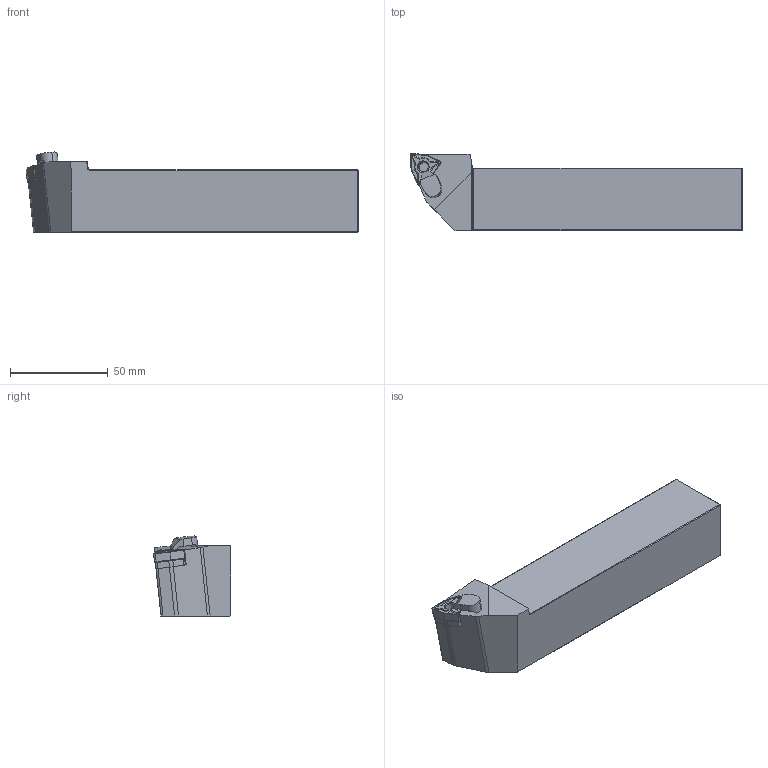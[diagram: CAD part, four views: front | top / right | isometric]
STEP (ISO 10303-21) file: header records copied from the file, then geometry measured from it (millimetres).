
FILE_DESCRIPTION(/* description */ (''),/* implementation_level */ '2;1');
FILE_NAME(/* name */ 'PWLNL-3232-P08C.stp',/* time_stamp */ '2023-10-03T15:02:10+03:00',/* author */ (''),/* organization */ (''),/* preprocessor_version */ 'ST-DEVELOPER v19.4',/* originating_system */ 'SIEMENS PLM Software NX2306.3001',/* authorisation */ '');
FILE_SCHEMA (('AUTOMOTIVE_DESIGN { 1 0 10303 214 3 1 1 1 }'));
Length unit declared in the file: millimetre
Products named in the file (1): PWLNR-3232-P08C
Bounding box: 170 x 39.5 x 40.97 mm (x, y, z)
Volume: 171351.5 mm3; surface area: 24399.9 mm2
Topology: 2 solids, 2 shells, 133 faces, 349 edges, 227 vertices
Faces by surface type: plane 91, cone 22, cylinder 19, bspline 1
Full cylindrical faces by diameter (mm): 5.1 x1
Entity records: 4542 total; most frequent: CARTESIAN_POINT 781, ORIENTED_EDGE 688, DIRECTION 674, EDGE_CURVE 344, LINE 242, VECTOR 242, VERTEX_POINT 225, AXIS2_PLACEMENT_3D 216
